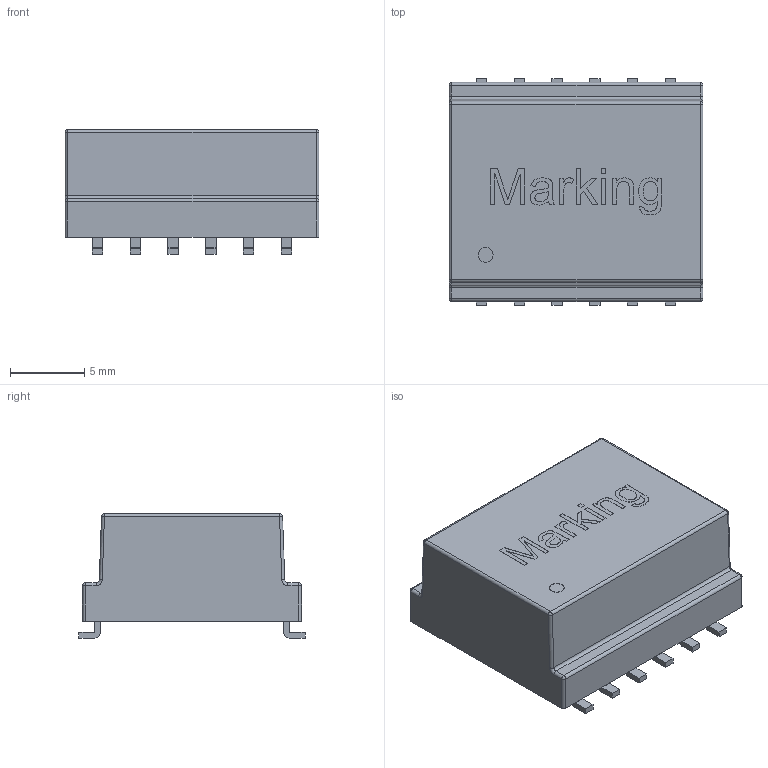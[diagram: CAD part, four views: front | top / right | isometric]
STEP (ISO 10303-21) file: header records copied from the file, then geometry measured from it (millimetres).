
FILE_DESCRIPTION(/* description */ ('Unknown'),/* implementation_level */ '2;1');
FILE_NAME(/* name */ '7490140141',/* time_stamp */ '2020-05-29T11:44:17+02:00',/* author */ ('Unknown'),/* organization */ ('Unknown'),/* preprocessor_version */ 'ST-DEVELOPER v16.7',/* originating_system */ 'DEX',/* authorisation */ $);
FILE_SCHEMA (('TECHNICAL_DATA_PACKAGING','AUTOMOTIVE_DESIGN {1 0 10303 214 3 1 1}'));
Length unit declared in the file: millimetre
Products named in the file (3): 7490140141; Gehäuse; pins
Assembly tree (2 placements, depth 2):
  7490140141
    Gehäuse
    pins
Bounding box: 17.1 x 15.24 x 8.4 mm (x, y, z)
Volume: 639.3 mm3; surface area: 1369 mm2
Topology: 13 solids, 13 shells, 349 faces, 865 edges, 554 vertices
Faces by surface type: plane 264, cylinder 53, bspline 16, sphere 12, torus 4
Full cylindrical faces by diameter (mm): 1 x1
Entity records: 12521 total; most frequent: CARTESIAN_POINT 2771, ORIENTED_EDGE 1702, DIRECTION 1509, EDGE_CURVE 851, LINE 617, VECTOR 617, VERTEX_POINT 554, AXIS2_PLACEMENT_3D 446
